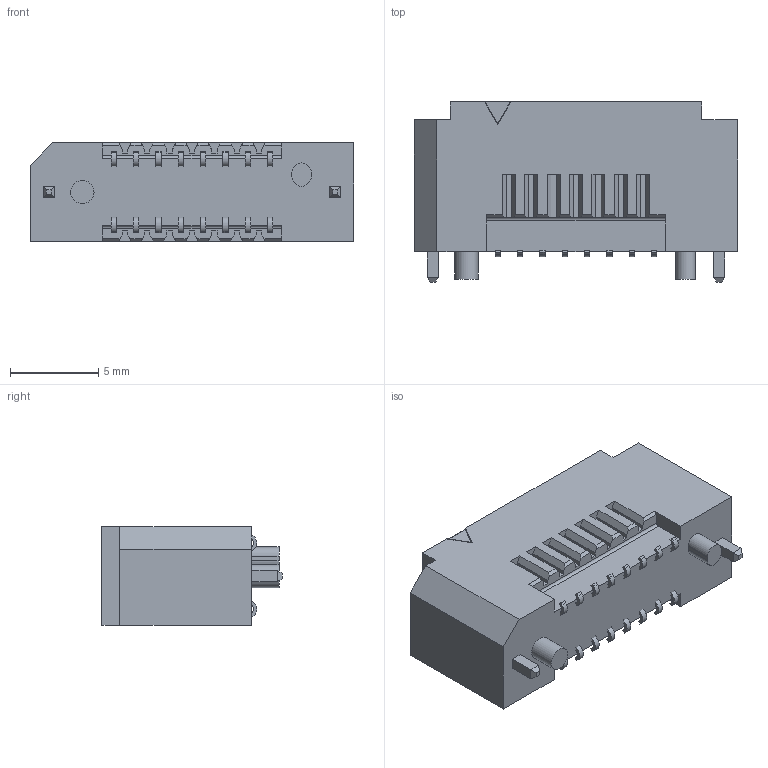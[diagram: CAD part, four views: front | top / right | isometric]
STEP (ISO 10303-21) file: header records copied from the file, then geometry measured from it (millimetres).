
FILE_DESCRIPTION( ( 'STEP AP214' ), '1' );
FILE_NAME( 'MECF-08-01-L-DV-NP-WT.stp', '2020-01-23T01:25:53', ( '' ), ( '' ), ' ', 'PARTsolutions', ' ' );
FILE_SCHEMA( ( 'AUTOMOTIVE_DESIGN { 1 0 10303 214 1 1 1 1 }' ) );
Length unit declared in the file: inch
Products named in the file (4): MECF-08-01-L-DV-NP-WT; _MECF-08-01-L-DV-NP-WT_ter; _MECF-08-01-L-DV-NP-WT_pins; _MECF-05-01-L-DV_tr
Assembly tree (3 placements, depth 2):
  MECF-08-01-L-DV-NP-WT
    _MECF-08-01-L-DV-NP-WT_ter
    _MECF-08-01-L-DV-NP-WT_pins
    _MECF-05-01-L-DV_tr
Bounding box: 18.34 x 10.24 x 5.59 mm (x, y, z)
Volume: 568.3 mm3; surface area: 1251.5 mm2
Topology: 3 solids, 3 shells, 660 faces, 1935 edges, 1286 vertices
Faces by surface type: plane 559, cylinder 101
Full cylindrical faces by diameter (mm): 1.321 x1
Entity records: 14843 total; most frequent: ORIENTED_EDGE 3868, CARTESIAN_POINT 2083, EDGE_CURVE 1934, VERTEX_POINT 1286, LINE 1259, EDGE_LOOP 666, FACE_OUTER_BOUND 661, STYLED_ITEM 660
